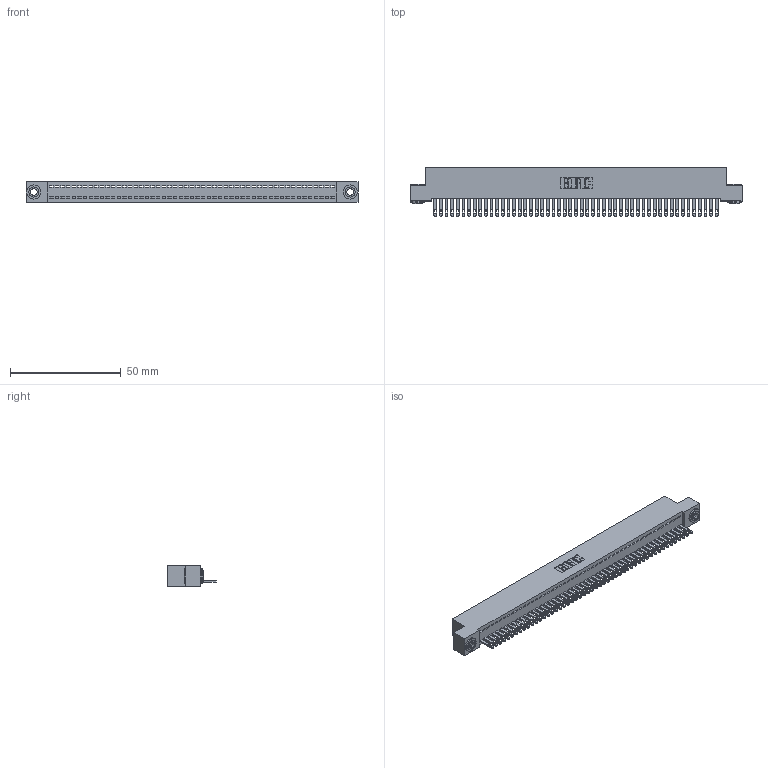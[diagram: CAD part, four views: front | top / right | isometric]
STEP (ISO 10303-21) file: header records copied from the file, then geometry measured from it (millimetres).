
FILE_DESCRIPTION (( 'STEP AP203' ), '1' );
FILE_NAME ('342-051-500-103.STEP', '2019-10-03T00:15:11', ( '' ), ( '' ), 'SwSTEP 2.0', 'SolidWorks 2016', '' );
FILE_SCHEMA (( 'CONFIG_CONTROL_DESIGN' ));
Length unit declared in the file: inch
Products named in the file (4): 342 Part_.156 TH; 345-292-001_345-293-100; 342-250-002_345-250-002-102; 342-051-500-103
Assembly tree (54 placements, depth 2):
  342-051-500-103
    342 Part_.156 TH
    345-292-001_345-293-100  x51
    342-250-002_345-250-002-102  x2
Bounding box: 149.86 x 21.85 x 9.4 mm (x, y, z)
Volume: 13227.3 mm3; surface area: 19918.2 mm2
Topology: 54 solids, 54 shells, 2902 faces, 8943 edges, 5958 vertices
Faces by surface type: plane 1912, cylinder 982, cone 8
Entity records: 30462 total; most frequent: CARTESIAN_POINT 5230, ORIENTED_EDGE 5210, DIRECTION 4429, EDGE_CURVE 2605, LINE 2449, VECTOR 2449, VERTEX_POINT 1734, AXIS2_PLACEMENT_3D 990
